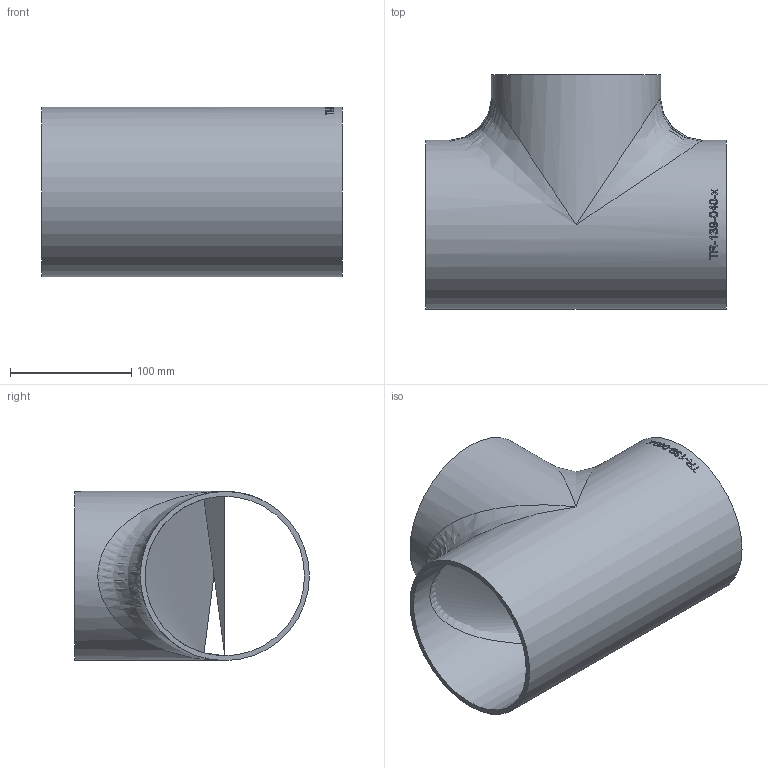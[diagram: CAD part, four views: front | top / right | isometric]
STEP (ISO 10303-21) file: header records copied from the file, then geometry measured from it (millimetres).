
FILE_DESCRIPTION (( 'STEP AP214' ), '1' );
FILE_NAME ('TR-139-040-x T-Stück 139,7x4,0 BL248 1910.STEP', '2019-10-16T08:08:30', ( '' ), ( '' ), 'SwSTEP 2.0', 'SolidWorks 2016', '' );
FILE_SCHEMA (( 'AUTOMOTIVE_DESIGN' ));
Length unit declared in the file: millimetre
Products named in the file (1): TR-139-040-x T-Stück 139,7x4,0 BL248 1910
Bounding box: 248 x 193.85 x 139.7 mm (x, y, z)
Volume: 479600.8 mm3; surface area: 244905.6 mm2
Topology: 1 solids, 1 shells, 155 faces, 412 edges, 266 vertices
Faces by surface type: bspline 80, plane 53, cylinder 22
Full cylindrical faces by diameter (mm): 131.7 x2, 139.7 x2
Entity records: 20388 total; most frequent: CARTESIAN_POINT 15769, ORIENTED_EDGE 784, EDGE_CURVE 392, DIRECTION 357, VERTEX_POINT 262, B_SPLINE_CURVE_WITH_KNOTS 239, EDGE_LOOP 180, FACE_OUTER_BOUND 158
